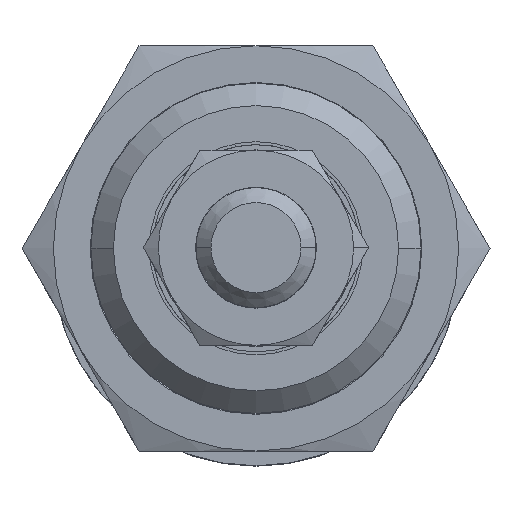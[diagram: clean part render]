
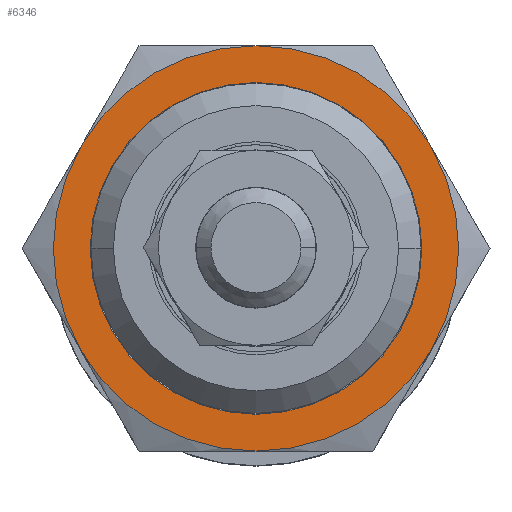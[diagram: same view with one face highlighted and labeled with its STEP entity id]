
A CAD part, top view. The second image highlights one B-rep face of the part: STEP entity #6346.
In plain terms, the highlighted planar face has unit normal (0, 0, 1).
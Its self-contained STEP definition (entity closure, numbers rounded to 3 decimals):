
#323 = AXIS2_PLACEMENT_3D ( 'NONE', #4887, #1872, #9485 ) ;
#481 = VERTEX_POINT ( 'NONE', #2027 ) ;
#694 = CIRCLE ( 'NONE', #4242, 11.05 ) ;
#696 = AXIS2_PLACEMENT_3D ( 'NONE', #4683, #7510, #7442 ) ;
#849 = FACE_OUTER_BOUND ( 'NONE', #5014, .T. ) ;
#867 = VERTEX_POINT ( 'NONE', #2095 ) ;
#963 = DIRECTION ( 'NONE',  ( 0., 0., -1. ) ) ;
#967 = CIRCLE ( 'NONE', #3526, 13.5 ) ;
#1073 = ORIENTED_EDGE ( 'NONE', *, *, #9632, .F. ) ;
#1471 = CIRCLE ( 'NONE', #5588, 13.5 ) ;
#1872 = DIRECTION ( 'NONE',  ( 0., 0., -1. ) ) ;
#2027 = CARTESIAN_POINT ( 'NONE',  ( -11.691, -6.75, 579. ) ) ;
#2095 = CARTESIAN_POINT ( 'NONE',  ( 11.691, 6.75, 579. ) ) ;
#2156 = CIRCLE ( 'NONE', #3725, 11.05 ) ;
#2774 = CARTESIAN_POINT ( 'NONE',  ( 0., 0., 579. ) ) ;
#2775 = CARTESIAN_POINT ( 'NONE',  ( 0., 0., 579. ) ) ;
#3143 = CIRCLE ( 'NONE', #6285, 13.5 ) ;
#3250 = ORIENTED_EDGE ( 'NONE', *, *, #9756, .T. ) ;
#3303 = CARTESIAN_POINT ( 'NONE',  ( 11.691, -6.75, 579. ) ) ;
#3343 = ORIENTED_EDGE ( 'NONE', *, *, #10131, .F. ) ;
#3526 = AXIS2_PLACEMENT_3D ( 'NONE', #5438, #7156, #11879 ) ;
#3528 = CARTESIAN_POINT ( 'NONE',  ( -9.57, -5.525, 579. ) ) ;
#3723 = EDGE_CURVE ( 'NONE', #8825, #11217, #1471, .T. ) ;
#3725 = AXIS2_PLACEMENT_3D ( 'NONE', #7576, #11323, #12118 ) ;
#4099 = ORIENTED_EDGE ( 'NONE', *, *, #5479, .F. ) ;
#4200 = EDGE_LOOP ( 'NONE', ( #3250, #8130 ) ) ;
#4242 = AXIS2_PLACEMENT_3D ( 'NONE', #7539, #9438, #4779 ) ;
#4602 = CARTESIAN_POINT ( 'NONE',  ( 0., 0., 579. ) ) ;
#4683 = CARTESIAN_POINT ( 'NONE',  ( 0., 0., 579. ) ) ;
#4779 = DIRECTION ( 'NONE',  ( 0.866, 0.5, 0. ) ) ;
#4887 = CARTESIAN_POINT ( 'NONE',  ( 0., 0., 579. ) ) ;
#5014 = EDGE_LOOP ( 'NONE', ( #4099, #1073, #8857, #10108, #10222, #3343 ) ) ;
#5438 = CARTESIAN_POINT ( 'NONE',  ( 0., 0., 579. ) ) ;
#5479 = EDGE_CURVE ( 'NONE', #867, #7839, #6007, .T. ) ;
#5588 = AXIS2_PLACEMENT_3D ( 'NONE', #9039, #8121, #7265 ) ;
#5934 = AXIS2_PLACEMENT_3D ( 'NONE', #2775, #7506, #11254 ) ;
#6007 = CIRCLE ( 'NONE', #696, 13.5 ) ;
#6064 = CARTESIAN_POINT ( 'NONE',  ( 0., -13.5, 579. ) ) ;
#6285 = AXIS2_PLACEMENT_3D ( 'NONE', #2774, #8308, #6465 ) ;
#6346 = ADVANCED_FACE ( 'NONE', ( #6568, #849 ), #8216, .F. ) ;
#6391 = CARTESIAN_POINT ( 'NONE',  ( -11.691, 6.75, 579. ) ) ;
#6446 = EDGE_CURVE ( 'NONE', #11271, #9550, #694, .T. ) ;
#6465 = DIRECTION ( 'NONE',  ( 0.866, 0.5, 0. ) ) ;
#6568 = FACE_BOUND ( 'NONE', #4200, .T. ) ;
#6630 = VERTEX_POINT ( 'NONE', #6064 ) ;
#6876 = EDGE_CURVE ( 'NONE', #6630, #481, #8362, .T. ) ;
#7156 = DIRECTION ( 'NONE',  ( 0., 0., -1. ) ) ;
#7202 = CARTESIAN_POINT ( 'NONE',  ( 0., 13.5, 579. ) ) ;
#7265 = DIRECTION ( 'NONE',  ( 0.866, 0.5, 0. ) ) ;
#7442 = DIRECTION ( 'NONE',  ( 0.866, 0.5, 0. ) ) ;
#7506 = DIRECTION ( 'NONE',  ( 0., 0., -1. ) ) ;
#7510 = DIRECTION ( 'NONE',  ( 0., 0., -1. ) ) ;
#7539 = CARTESIAN_POINT ( 'NONE',  ( 0., 0., 579. ) ) ;
#7576 = CARTESIAN_POINT ( 'NONE',  ( 0., 0., 579. ) ) ;
#7839 = VERTEX_POINT ( 'NONE', #3303 ) ;
#8121 = DIRECTION ( 'NONE',  ( 0., 0., -1. ) ) ;
#8130 = ORIENTED_EDGE ( 'NONE', *, *, #6446, .T. ) ;
#8216 = PLANE ( 'NONE',  #9725 ) ;
#8308 = DIRECTION ( 'NONE',  ( 0., 0., -1. ) ) ;
#8362 = CIRCLE ( 'NONE', #323, 13.5 ) ;
#8419 = CARTESIAN_POINT ( 'NONE',  ( 9.57, 5.525, 579. ) ) ;
#8825 = VERTEX_POINT ( 'NONE', #6391 ) ;
#8857 = ORIENTED_EDGE ( 'NONE', *, *, #3723, .F. ) ;
#9039 = CARTESIAN_POINT ( 'NONE',  ( 0., 0., 579. ) ) ;
#9438 = DIRECTION ( 'NONE',  ( 0., 0., -1. ) ) ;
#9485 = DIRECTION ( 'NONE',  ( 0.866, 0.5, 0. ) ) ;
#9550 = VERTEX_POINT ( 'NONE', #3528 ) ;
#9632 = EDGE_CURVE ( 'NONE', #11217, #867, #967, .T. ) ;
#9725 = AXIS2_PLACEMENT_3D ( 'NONE', #4602, #963, #10065 ) ;
#9756 = EDGE_CURVE ( 'NONE', #9550, #11271, #2156, .T. ) ;
#10065 = DIRECTION ( 'NONE',  ( 0.866, 0.5, 0. ) ) ;
#10108 = ORIENTED_EDGE ( 'NONE', *, *, #11326, .F. ) ;
#10131 = EDGE_CURVE ( 'NONE', #7839, #6630, #3143, .T. ) ;
#10222 = ORIENTED_EDGE ( 'NONE', *, *, #6876, .F. ) ;
#11217 = VERTEX_POINT ( 'NONE', #7202 ) ;
#11254 = DIRECTION ( 'NONE',  ( 0.866, 0.5, 0. ) ) ;
#11271 = VERTEX_POINT ( 'NONE', #8419 ) ;
#11323 = DIRECTION ( 'NONE',  ( 0., 0., -1. ) ) ;
#11326 = EDGE_CURVE ( 'NONE', #481, #8825, #11623, .T. ) ;
#11623 = CIRCLE ( 'NONE', #5934, 13.5 ) ;
#11879 = DIRECTION ( 'NONE',  ( 0.866, 0.5, 0. ) ) ;
#12118 = DIRECTION ( 'NONE',  ( 0.866, 0.5, 0. ) ) ;
